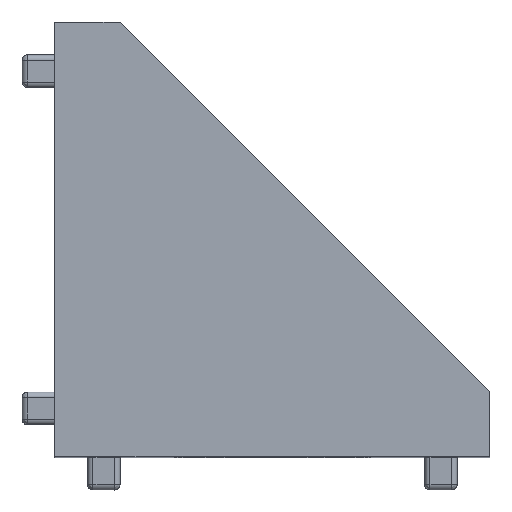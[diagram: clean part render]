
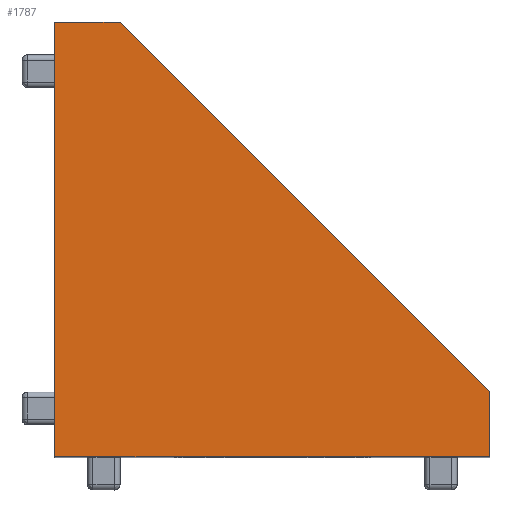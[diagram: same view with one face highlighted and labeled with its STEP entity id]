
A CAD part, top view. The second image highlights one B-rep face of the part: STEP entity #1787.
In plain terms, the highlighted planar face has unit normal (0, 0, 1).
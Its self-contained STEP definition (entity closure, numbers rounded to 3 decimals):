
#130 = CARTESIAN_POINT ( 'NONE',  ( 20., 10., 0. ) ) ;
#131 = DIRECTION ( 'NONE',  ( 0., -1., 0. ) ) ;
#146 = CARTESIAN_POINT ( 'NONE',  ( 3., 20., 0. ) ) ;
#147 = DIRECTION ( 'NONE',  ( 0.707, -0.707, 0. ) ) ;
#253 = PLANE ( 'NONE',  #680 ) ;
#254 = CARTESIAN_POINT ( 'NONE',  ( 20., 0., 0. ) ) ;
#255 = DIRECTION ( 'NONE',  ( 0., 0., -1. ) ) ;
#256 = DIRECTION ( 'NONE',  ( -1., 0., 0. ) ) ;
#280 = CARTESIAN_POINT ( 'NONE',  ( 20., 0., 0. ) ) ;
#284 = CARTESIAN_POINT ( 'NONE',  ( 20., 3., 0. ) ) ;
#286 = CARTESIAN_POINT ( 'NONE',  ( 3., 20., 0. ) ) ;
#298 = CARTESIAN_POINT ( 'NONE',  ( 0., 20., 0. ) ) ;
#315 = CARTESIAN_POINT ( 'NONE',  ( 0., 0., 0. ) ) ;
#680 = AXIS2_PLACEMENT_3D ( 'NONE', #254, #255, #256 ) ;
#833 = FACE_OUTER_BOUND ( 'NONE', #1174, .T. ) ;
#1174 = EDGE_LOOP ( 'NONE', ( #1385, #1386, #1387, #1388, #1389 ) ) ;
#1385 = ORIENTED_EDGE ( 'NONE', *, *, #1534, .F. ) ;
#1386 = ORIENTED_EDGE ( 'NONE', *, *, #1626, .F. ) ;
#1387 = ORIENTED_EDGE ( 'NONE', *, *, #1640, .T. ) ;
#1388 = ORIENTED_EDGE ( 'NONE', *, *, #1625, .F. ) ;
#1389 = ORIENTED_EDGE ( 'NONE', *, *, #1527, .F. ) ;
#1527 = EDGE_CURVE ( 'NONE', #2266, #2262, #1950, .T. ) ;
#1534 = EDGE_CURVE ( 'NONE', #2268, #2266, #1964, .T. ) ;
#1556 = DIRECTION ( 'NONE',  ( 1., 0., 0. ) ) ;
#1587 = CARTESIAN_POINT ( 'NONE',  ( 0., 10., 0. ) ) ;
#1588 = DIRECTION ( 'NONE',  ( 0., -1., 0. ) ) ;
#1625 = EDGE_CURVE ( 'NONE', #2262, #2297, #1946, .T. ) ;
#1626 = EDGE_CURVE ( 'NONE', #2280, #2268, #2004, .T. ) ;
#1640 = EDGE_CURVE ( 'NONE', #2280, #2297, #1973, .T. ) ;
#1738 = CARTESIAN_POINT ( 'NONE',  ( 10., 0., 0. ) ) ;
#1739 = DIRECTION ( 'NONE',  ( -1., 0., 0. ) ) ;
#1740 = CARTESIAN_POINT ( 'NONE',  ( 10., 20., 0. ) ) ;
#1787 = ADVANCED_FACE ( 'NONE', ( #833 ), #253, .F. ) ;
#1946 = LINE ( 'NONE', #1738, #2009 ) ;
#1950 = LINE ( 'NONE', #130, #1951 ) ;
#1951 = VECTOR ( 'NONE', #131, 1000. ) ;
#1964 = LINE ( 'NONE', #146, #1968 ) ;
#1968 = VECTOR ( 'NONE', #147, 1000. ) ;
#1973 = LINE ( 'NONE', #1587, #1992 ) ;
#1992 = VECTOR ( 'NONE', #1588, 1000. ) ;
#2004 = LINE ( 'NONE', #1740, #2006 ) ;
#2006 = VECTOR ( 'NONE', #1556, 1000. ) ;
#2009 = VECTOR ( 'NONE', #1739, 1000. ) ;
#2262 = VERTEX_POINT ( 'NONE', #280 ) ;
#2266 = VERTEX_POINT ( 'NONE', #284 ) ;
#2268 = VERTEX_POINT ( 'NONE', #286 ) ;
#2280 = VERTEX_POINT ( 'NONE', #298 ) ;
#2297 = VERTEX_POINT ( 'NONE', #315 ) ;
